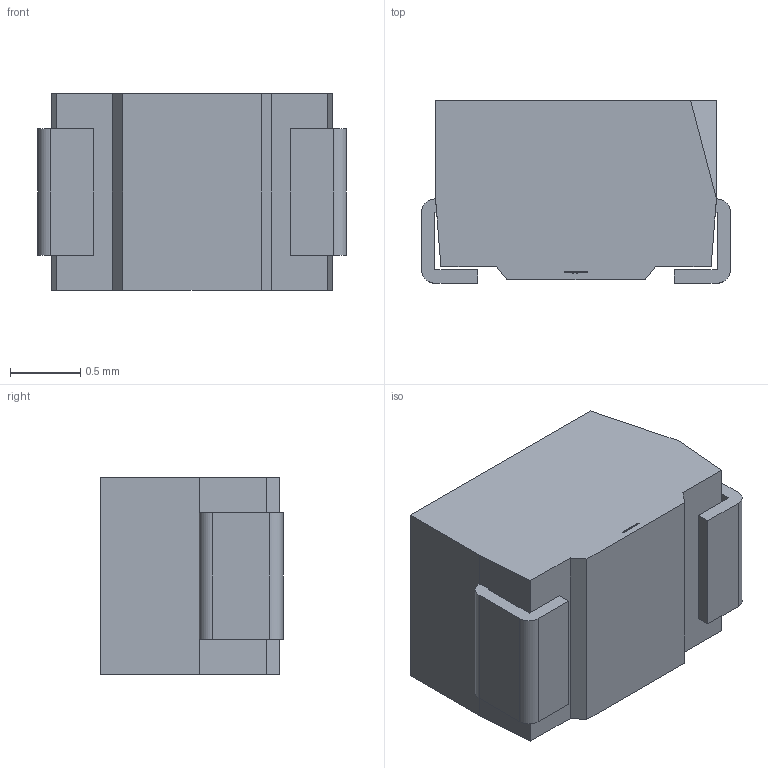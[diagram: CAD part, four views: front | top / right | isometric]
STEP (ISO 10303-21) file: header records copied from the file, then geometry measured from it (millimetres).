
FILE_DESCRIPTION (( 'STEP AP214' ), '1' );
FILE_NAME ('AA2214.STEP', '2010-10-29T16:11:12', ( '' ), ( '' ), 'SwSTEP 2.0', 'SolidWorks 2008', '' );
FILE_SCHEMA (( 'AUTOMOTIVE_DESIGN' ));
Length unit declared in the file: millimetre
Products named in the file (1): AA2214
Bounding box: 2.2 x 1.3 x 1.4 mm (x, y, z)
Volume: 2.8 mm3; surface area: 19.9 mm2
Topology: 3 solids, 3 shells, 325 faces, 869 edges, 579 vertices
Faces by surface type: plane 203, bspline 116, cylinder 6
Entity records: 19108 total; most frequent: CARTESIAN_POINT 8162, ORIENTED_EDGE 1738, DIRECTION 1069, EDGE_CURVE 869, VECTOR 625, LINE 625, VERTEX_POINT 579, EDGE_LOOP 354
